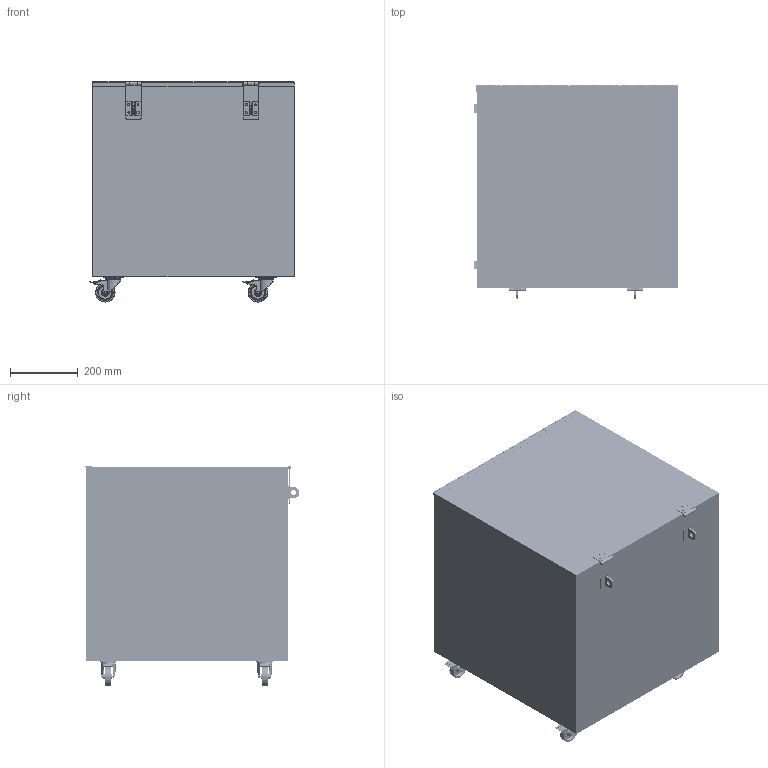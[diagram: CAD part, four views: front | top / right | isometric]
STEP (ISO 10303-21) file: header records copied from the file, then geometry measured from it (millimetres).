
FILE_DESCRIPTION(('FreeCAD Model'),'2;1');
FILE_NAME('Open CASCADE Shape Model','2025-04-26T01:04:57',('FreeCAD'),( 'FreeCAD'),'Open CASCADE STEP processor 7.6','FreeCAD','Unknown');
FILE_SCHEMA(('AUTOMOTIVE_DESIGN { 1 0 10303 214 1 1 1 1 }'));
Products named in the file (1): Open CASCADE STEP translator 7.6 1
Bounding box: 603.51 x 629.3 x 649.42 mm (x, y, z)
Volume: 202277563.1 mm3; surface area: 10100172.6 mm2
Topology: 50 solids, 50 shells, 3018 faces, 7670 edges, 4872 vertices
Faces by surface type: bspline 3018
Entity records: 136826 total; most frequent: CARTESIAN_POINT 92061, ORIENTED_EDGE 15340, EDGE_CURVE 7670, B_SPLINE_CURVE_WITH_KNOTS 5482, VERTEX_POINT 4872, FACE_BOUND 3300, EDGE_LOOP 3300, ADVANCED_FACE 3018
